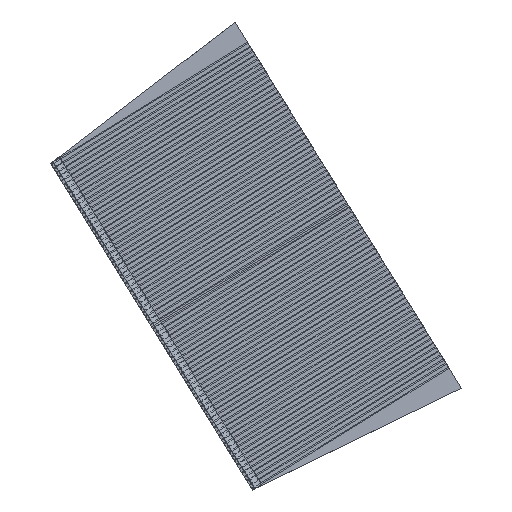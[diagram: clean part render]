
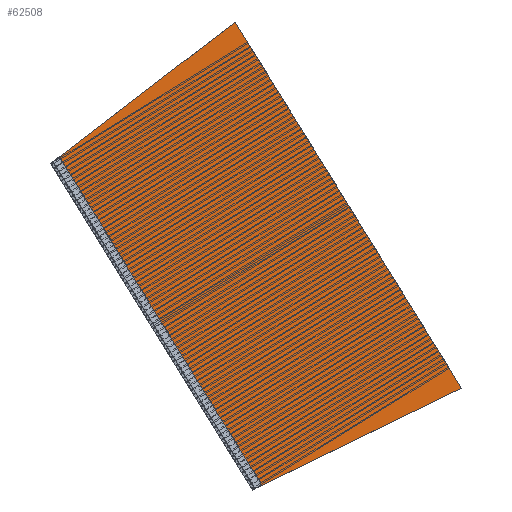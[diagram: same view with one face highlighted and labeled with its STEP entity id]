
A CAD part, front view. The second image highlights one B-rep face of the part: STEP entity #62508.
In plain terms, the highlighted planar face has unit normal (0.058, -0.998, 0).
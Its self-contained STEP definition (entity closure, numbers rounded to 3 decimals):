
#58466 = PLANE('',#58467);
#58467 = AXIS2_PLACEMENT_3D('',#58468,#58469,#58470);
#58468 = CARTESIAN_POINT('',(1273.766,0.,-2617.173));
#58469 = DIRECTION('',(0.438,0.,-0.899));
#58470 = DIRECTION('',(0.,-1.,0.));
#58524 = VERTEX_POINT('',#58525);
#58525 = CARTESIAN_POINT('',(12648.117,652.338,
    2918.67));
#58539 = PLANE('',#58540);
#58540 = AXIS2_PLACEMENT_3D('',#58541,#58542,#58543);
#58541 = CARTESIAN_POINT('',(10457.485,0.,6463.149));
#58542 = DIRECTION('',(0.851,0.,0.526));
#58543 = DIRECTION('',(0.,-1.,0.));
#58551 = EDGE_CURVE('',#58552,#58524,#58554,.T.);
#58552 = VERTEX_POINT('',#58553);
#58553 = CARTESIAN_POINT('',(11815.135,603.822,
    2513.262));
#58554 = SURFACE_CURVE('',#58555,(#58559,#58565),.PCURVE_S1.);
#58555 = LINE('',#58556,#58557);
#58556 = CARTESIAN_POINT('',(1274.242,-10.115,
    -2616.941));
#58557 = VECTOR('',#58558,1.);
#58558 = DIRECTION('',(0.898,0.052,0.437)
  );
#58559 = PCURVE('',#58466,#58560);
#58560 = DEFINITIONAL_REPRESENTATION('',(#58561),#58564);
#58561 = B_SPLINE_CURVE_WITH_KNOTS('',1,(#58562,#58563),.UNSPECIFIED.,
  .F.,.F.,(2,2),(-12016445.058,12016443.997),
  .PIECEWISE_BEZIER_KNOTS.);
#58562 = CARTESIAN_POINT('',(628451.937,12000000.));
#58563 = CARTESIAN_POINT('',(-628431.652,-12000000.));
#58564 = ( GEOMETRIC_REPRESENTATION_CONTEXT(2) 
PARAMETRIC_REPRESENTATION_CONTEXT() REPRESENTATION_CONTEXT('2D SPACE',''
  ) );
#58565 = PCURVE('',#58566,#58571);
#58566 = PLANE('',#58567);
#58567 = AXIS2_PLACEMENT_3D('',#58568,#58569,#58570);
#58568 = CARTESIAN_POINT('',(4.895,-84.046,0.));
#58569 = DIRECTION('',(0.058,-0.998,0.));
#58570 = DIRECTION('',(0.,0.,-1.));
#58571 = DEFINITIONAL_REPRESENTATION('',(#58572),#58575);
#58572 = B_SPLINE_CURVE_WITH_KNOTS('',1,(#58573,#58574),.UNSPECIFIED.,
  .F.,.F.,(2,2),(-12016445.058,12016443.997),
  .PIECEWISE_BEZIER_KNOTS.);
#58573 = CARTESIAN_POINT('',(5254027.331,-10806949.482));
#58574 = CARTESIAN_POINT('',(-5248792.985,10809491.524));
#58575 = ( GEOMETRIC_REPRESENTATION_CONTEXT(2) 
PARAMETRIC_REPRESENTATION_CONTEXT() REPRESENTATION_CONTEXT('2D SPACE',''
  ) );
#58594 = CYLINDRICAL_SURFACE('',#58595,34.619);
#58595 = AXIS2_PLACEMENT_3D('',#58596,#58597,#58598);
#58596 = CARTESIAN_POINT('',(10972.624,520.074,
    3879.716));
#58597 = DIRECTION('',(0.525,0.031,-0.85)
  );
#58598 = DIRECTION('',(-0.058,0.998,
    0.));
#58718 = PLANE('',#58719);
#58719 = AXIS2_PLACEMENT_3D('',#58720,#58721,#58722);
#58720 = CARTESIAN_POINT('',(2185.894,0.,-2850.41)
  );
#58721 = DIRECTION('',(0.609,0.,-0.794));
#58722 = DIRECTION('',(0.,-1.,0.));
#62456 = VERTEX_POINT('',#62457);
#62457 = CARTESIAN_POINT('',(10967.838,554.473,
    3884.202));
#62488 = EDGE_CURVE('',#62456,#58552,#62489,.T.);
#62489 = SURFACE_CURVE('',#62490,(#62494,#62501),.PCURVE_S1.);
#62490 = LINE('',#62491,#62492);
#62491 = CARTESIAN_POINT('',(10970.611,554.634,
    3879.716));
#62492 = VECTOR('',#62493,1.);
#62493 = DIRECTION('',(0.525,0.031,-0.85)
  );
#62494 = PCURVE('',#58594,#62495);
#62495 = DEFINITIONAL_REPRESENTATION('',(#62496),#62500);
#62496 = LINE('',#62497,#62498);
#62497 = CARTESIAN_POINT('',(-0.,0.));
#62498 = VECTOR('',#62499,1.);
#62499 = DIRECTION('',(-0.,1.));
#62500 = ( GEOMETRIC_REPRESENTATION_CONTEXT(2) 
PARAMETRIC_REPRESENTATION_CONTEXT() REPRESENTATION_CONTEXT('2D SPACE',''
  ) );
#62501 = PCURVE('',#58566,#62502);
#62502 = DEFINITIONAL_REPRESENTATION('',(#62503),#62507);
#62503 = LINE('',#62504,#62505);
#62504 = CARTESIAN_POINT('',(-3879.716,10984.299));
#62505 = VECTOR('',#62506,1.);
#62506 = DIRECTION('',(0.85,0.526));
#62507 = ( GEOMETRIC_REPRESENTATION_CONTEXT(2) 
PARAMETRIC_REPRESENTATION_CONTEXT() REPRESENTATION_CONTEXT('2D SPACE',''
  ) );
#62508 = ADVANCED_FACE('',(#62509),#58566,.T.);
#62509 = FACE_BOUND('',#62510,.T.);
#62510 = EDGE_LOOP('',(#62511,#62512,#62533,#62552));
#62511 = ORIENTED_EDGE('',*,*,#58551,.T.);
#62512 = ORIENTED_EDGE('',*,*,#62513,.T.);
#62513 = EDGE_CURVE('',#58524,#62514,#62516,.T.);
#62514 = VERTEX_POINT('',#62515);
#62515 = CARTESIAN_POINT('',(11702.962,597.289,
    4447.947));
#62516 = SURFACE_CURVE('',#62517,(#62521,#62527),.PCURVE_S1.);
#62517 = LINE('',#62518,#62519);
#62518 = CARTESIAN_POINT('',(10449.046,524.257,
    6476.805));
#62519 = VECTOR('',#62520,1.);
#62520 = DIRECTION('',(-0.525,-0.031,0.85
    ));
#62521 = PCURVE('',#58566,#62522);
#62522 = DEFINITIONAL_REPRESENTATION('',(#62523),#62526);
#62523 = B_SPLINE_CURVE_WITH_KNOTS('',1,(#62524,#62525),.UNSPECIFIED.,
  .F.,.F.,(2,2),(-12005640.457,12005608.336),
  .PIECEWISE_BEZIER_KNOTS.);
#62524 = CARTESIAN_POINT('',(10201316.83,6329983.343));
#62525 = CARTESIAN_POINT('',(-10214243.129,-6309042.734));
#62526 = ( GEOMETRIC_REPRESENTATION_CONTEXT(2) 
PARAMETRIC_REPRESENTATION_CONTEXT() REPRESENTATION_CONTEXT('2D SPACE',''
  ) );
#62527 = PCURVE('',#58539,#62528);
#62528 = DEFINITIONAL_REPRESENTATION('',(#62529),#62532);
#62529 = B_SPLINE_CURVE_WITH_KNOTS('',1,(#62530,#62531),.UNSPECIFIED.,
  .F.,.F.,(2,2),(-12005640.457,12005608.336),
  .PIECEWISE_BEZIER_KNOTS.);
#62530 = CARTESIAN_POINT('',(-367971.555,12000000.));
#62531 = CARTESIAN_POINT('',(366922.059,-12000000.));
#62532 = ( GEOMETRIC_REPRESENTATION_CONTEXT(2) 
PARAMETRIC_REPRESENTATION_CONTEXT() REPRESENTATION_CONTEXT('2D SPACE',''
  ) );
#62533 = ORIENTED_EDGE('',*,*,#62534,.F.);
#62534 = EDGE_CURVE('',#62456,#62514,#62535,.T.);
#62535 = SURFACE_CURVE('',#62536,(#62540,#62546),.PCURVE_S1.);
#62536 = LINE('',#62537,#62538);
#62537 = CARTESIAN_POINT('',(2184.321,42.891,
    -2851.616));
#62538 = VECTOR('',#62539,1.);
#62539 = DIRECTION('',(0.793,0.046,0.608)
  );
#62540 = PCURVE('',#58566,#62541);
#62541 = DEFINITIONAL_REPRESENTATION('',(#62542),#62545);
#62542 = B_SPLINE_CURVE_WITH_KNOTS('',1,(#62543,#62544),.UNSPECIFIED.,
  .F.,.F.,(2,2),(-12012807.654,12012811.623),
  .PIECEWISE_BEZIER_KNOTS.);
#62543 = CARTESIAN_POINT('',(7305250.228,-9536292.766));
#62544 = CARTESIAN_POINT('',(-7299549.409,9540662.158));
#62545 = ( GEOMETRIC_REPRESENTATION_CONTEXT(2) 
PARAMETRIC_REPRESENTATION_CONTEXT() REPRESENTATION_CONTEXT('2D SPACE',''
  ) );
#62546 = PCURVE('',#58718,#62547);
#62547 = DEFINITIONAL_REPRESENTATION('',(#62548),#62551);
#62548 = B_SPLINE_CURVE_WITH_KNOTS('',1,(#62549,#62550),.UNSPECIFIED.,
  .F.,.F.,(2,2),(-12012807.654,12012811.623),
  .PIECEWISE_BEZIER_KNOTS.);
#62549 = CARTESIAN_POINT('',(554569.859,12000000.));
#62550 = CARTESIAN_POINT('',(-554655.825,-12000000.));
#62551 = ( GEOMETRIC_REPRESENTATION_CONTEXT(2) 
PARAMETRIC_REPRESENTATION_CONTEXT() REPRESENTATION_CONTEXT('2D SPACE',''
  ) );
#62552 = ORIENTED_EDGE('',*,*,#62488,.T.);
